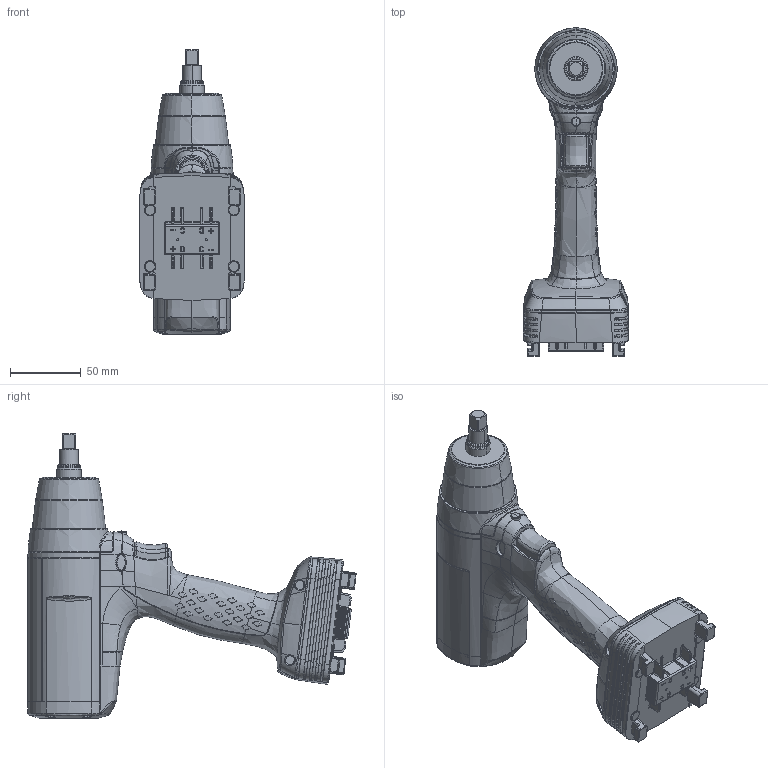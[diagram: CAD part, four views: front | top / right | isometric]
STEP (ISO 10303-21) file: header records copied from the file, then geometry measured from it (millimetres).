
FILE_DESCRIPTION((''),'2;1');
FILE_NAME('8433323035_FILLED','2019-10-29T07:57:56',('Toocsr'),(''),'CREO PARAMETRIC BY PTC INC, 2018100','CREO PARAMETRIC BY PTC INC, 2018100','');
FILE_SCHEMA(('AP242_MANAGED_MODEL_BASED_3D_ENGINEERING_MIM_LF { 1 0 10303 442 1 1 4 }'));
Length unit declared in the file: millimetre
Products named in the file (1): 8433323035_FILLED
Bounding box: 74.52 x 231.33 x 200.22 mm (x, y, z)
Volume: 713480.9 mm3; surface area: 133017 mm2
Topology: 1 solids, 1 shells, 4772 faces, 12430 edges, 7658 vertices
Faces by surface type: bspline 1859, plane 1376, cylinder 1020, cone 231, sphere 115, torus 108, extrusion 63
Entity records: 303478 total; most frequent: CARTESIAN_POINT 158133, ORIENTED_EDGE 24852, DIRECTION 15244, EDGE_CURVE 12426, VERTEX_POINT 7658, FILL_AREA_STYLE_COLOUR 6957, FILL_AREA_STYLE 6957, SURFACE_STYLE_FILL_AREA 6957
